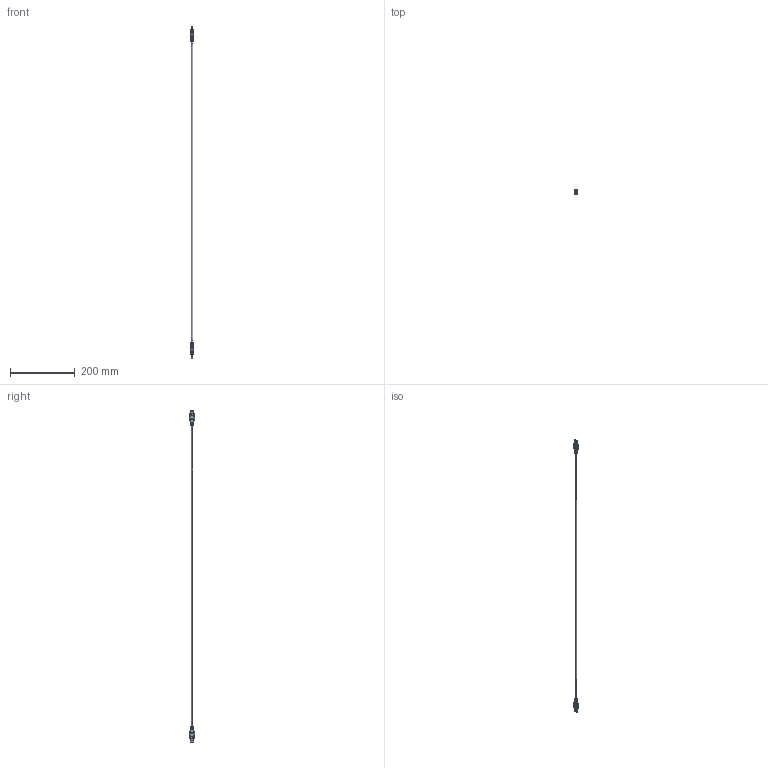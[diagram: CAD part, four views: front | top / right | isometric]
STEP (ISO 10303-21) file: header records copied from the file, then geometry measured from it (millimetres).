
FILE_DESCRIPTION((''),'2;1');
FILE_NAME('ASM0001_ASM','2019-08-05T',('Administrator'),(''),'PRO/ENGINEER BY PARAMETRIC TECHNOLOGY CORPORATION, 2009440','PRO/ENGINEER BY PARAMETRIC TECHNOLOGY CORPORATION, 2009440','');
FILE_SCHEMA(('CONFIG_CONTROL_DESIGN'));
Length unit declared in the file: millimetre
Products named in the file (3): 2011018; PRT0001; ASM0001_ASM
Assembly tree (3 placements, depth 2):
  ASM0001_ASM
    2011018  x2
    PRT0001
Bounding box: 7.9 x 15.7 x 1024.6 mm (x, y, z)
Volume: 25089.1 mm3; surface area: 20427.4 mm2
Topology: 3 solids, 3 shells, 504 faces, 1326 edges, 824 vertices
Faces by surface type: cylinder 226, plane 198, bspline 48, sphere 16, torus 16
Entity records: 10442 total; most frequent: CARTESIAN_POINT 4144, ORIENTED_EDGE 1316, DIRECTION 1300, EDGE_CURVE 658, AXIS2_PLACEMENT_3D 460, VERTEX_POINT 414, VECTOR 380, LINE 380
